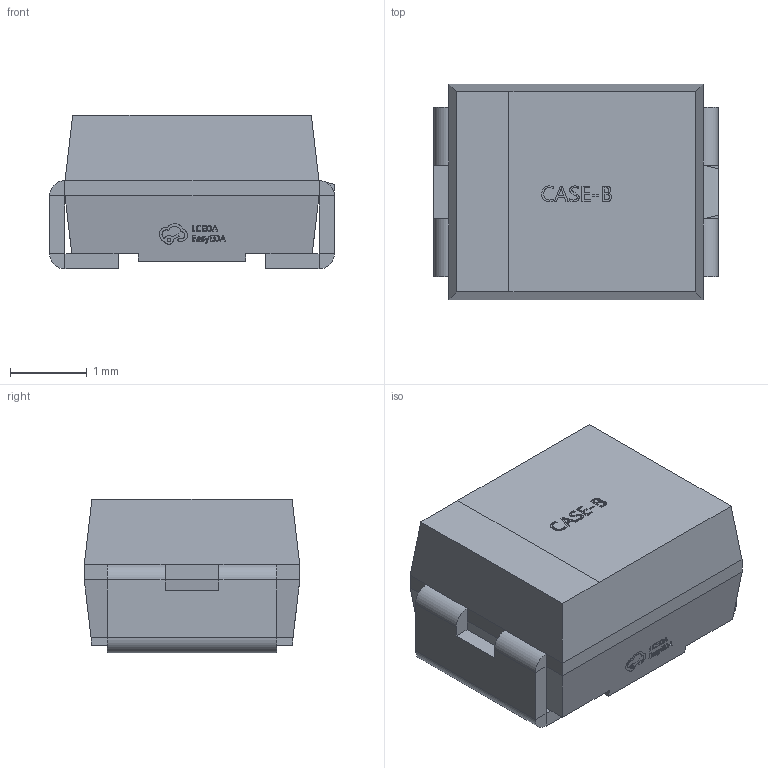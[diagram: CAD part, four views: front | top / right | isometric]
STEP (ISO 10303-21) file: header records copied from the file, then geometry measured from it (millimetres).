
FILE_DESCRIPTION (( 'STEP AP214' ), '1' );
FILE_NAME ('CASE-B_L3.5-W2.8-H1.9.step', '2022-06-24T01:45:57', ( '' ), ( '' ), 'SwSTEP 2.0', 'SolidWorks 2020', '' );
FILE_SCHEMA (( 'AUTOMOTIVE_DESIGN' ));
Length unit declared in the file: millimetre
Products named in the file (1): CASE-B_L3.5-W2.8-H1.9
Bounding box: 3.7 x 2.8 x 2 mm (x, y, z)
Volume: 17.6 mm3; surface area: 50.6 mm2
Topology: 2 solids, 2 shells, 431 faces, 1152 edges, 752 vertices
Faces by surface type: plane 283, bspline 142, cylinder 6
Entity records: 20207 total; most frequent: CARTESIAN_POINT 6278, ORIENTED_EDGE 2304, DIRECTION 1456, EDGE_CURVE 1152, VECTOR 852, LINE 852, VERTEX_POINT 752, EDGE_LOOP 466
